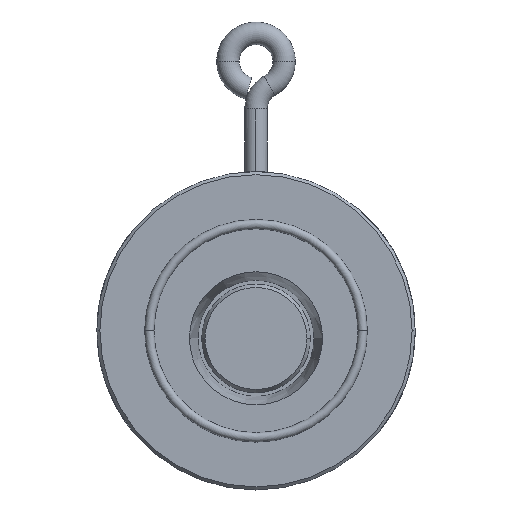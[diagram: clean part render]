
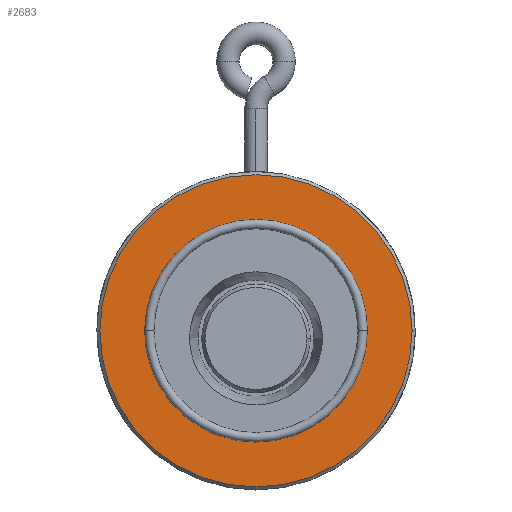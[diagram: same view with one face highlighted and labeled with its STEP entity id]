
A CAD part, top view. The second image highlights one B-rep face of the part: STEP entity #2683.
In plain terms, the highlighted planar face has unit normal (0, 0, 1).
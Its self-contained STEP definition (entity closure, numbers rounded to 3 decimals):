
#43 = DIRECTION ( 'NONE',  ( 0., 0., 1. ) ) ;
#61 = EDGE_LOOP ( 'NONE', ( #3364, #4150 ) ) ;
#432 = CARTESIAN_POINT ( 'NONE',  ( 41.7, 0., 0. ) ) ;
#744 = DIRECTION ( 'NONE',  ( 1., 0., 0. ) ) ;
#1088 = AXIS2_PLACEMENT_3D ( 'NONE', #8051, #6817, #5686 ) ;
#1479 = VERTEX_POINT ( 'NONE', #4000 ) ;
#1514 = PLANE ( 'NONE',  #3417 ) ;
#1943 = CARTESIAN_POINT ( 'NONE',  ( 29.75, 0., 0. ) ) ;
#1979 = VERTEX_POINT ( 'NONE', #432 ) ;
#2091 = FACE_BOUND ( 'NONE', #61, .T. ) ;
#2143 = CIRCLE ( 'NONE', #5406, 29.75 ) ;
#2151 = DIRECTION ( 'NONE',  ( 0., 0., 1. ) ) ;
#2331 = ORIENTED_EDGE ( 'NONE', *, *, #5730, .T. ) ;
#2588 = CARTESIAN_POINT ( 'NONE',  ( 0., 0., 0. ) ) ;
#2675 = FACE_OUTER_BOUND ( 'NONE', #5719, .T. ) ;
#2683 = ADVANCED_FACE ( 'NONE', ( #2675, #2091 ), #1514, .F. ) ;
#2924 = CIRCLE ( 'NONE', #5021, 29.75 ) ;
#3364 = ORIENTED_EDGE ( 'NONE', *, *, #6706, .F. ) ;
#3373 = CARTESIAN_POINT ( 'NONE',  ( -41.7, 0., 0. ) ) ;
#3417 = AXIS2_PLACEMENT_3D ( 'NONE', #4591, #4013, #6495 ) ;
#3949 = CARTESIAN_POINT ( 'NONE',  ( 0., 0., 0. ) ) ;
#4000 = CARTESIAN_POINT ( 'NONE',  ( -29.75, 0., 0. ) ) ;
#4013 = DIRECTION ( 'NONE',  ( 0., 0., -1. ) ) ;
#4150 = ORIENTED_EDGE ( 'NONE', *, *, #5583, .F. ) ;
#4240 = EDGE_CURVE ( 'NONE', #1979, #6897, #4624, .T. ) ;
#4566 = DIRECTION ( 'NONE',  ( 1., 0., 0. ) ) ;
#4591 = CARTESIAN_POINT ( 'NONE',  ( 0., 29.75, 0. ) ) ;
#4605 = ORIENTED_EDGE ( 'NONE', *, *, #4240, .T. ) ;
#4624 = CIRCLE ( 'NONE', #1088, 41.7 ) ;
#4772 = DIRECTION ( 'NONE',  ( 1., 0., 0. ) ) ;
#4866 = VERTEX_POINT ( 'NONE', #1943 ) ;
#5021 = AXIS2_PLACEMENT_3D ( 'NONE', #2588, #43, #744 ) ;
#5180 = DIRECTION ( 'NONE',  ( 0., 0., 1. ) ) ;
#5406 = AXIS2_PLACEMENT_3D ( 'NONE', #3949, #5180, #4566 ) ;
#5583 = EDGE_CURVE ( 'NONE', #1479, #4866, #2143, .T. ) ;
#5686 = DIRECTION ( 'NONE',  ( 1., 0., 0. ) ) ;
#5719 = EDGE_LOOP ( 'NONE', ( #2331, #4605 ) ) ;
#5730 = EDGE_CURVE ( 'NONE', #6897, #1979, #6696, .T. ) ;
#6495 = DIRECTION ( 'NONE',  ( 0., -1., 0. ) ) ;
#6507 = CARTESIAN_POINT ( 'NONE',  ( 0., 0., 0. ) ) ;
#6696 = CIRCLE ( 'NONE', #7869, 41.7 ) ;
#6706 = EDGE_CURVE ( 'NONE', #4866, #1479, #2924, .T. ) ;
#6817 = DIRECTION ( 'NONE',  ( 0., 0., 1. ) ) ;
#6897 = VERTEX_POINT ( 'NONE', #3373 ) ;
#7869 = AXIS2_PLACEMENT_3D ( 'NONE', #6507, #2151, #4772 ) ;
#8051 = CARTESIAN_POINT ( 'NONE',  ( 0., 0., 0. ) ) ;
